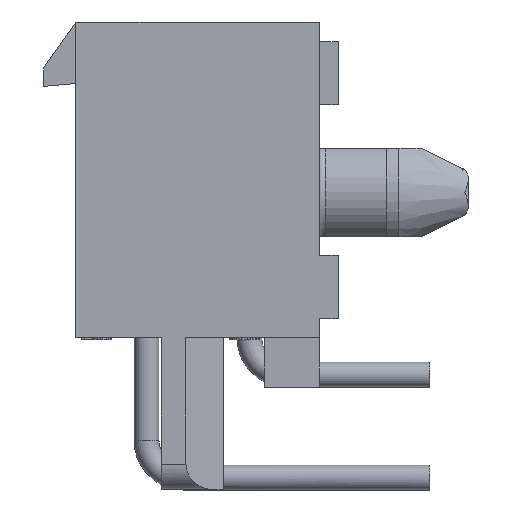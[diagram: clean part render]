
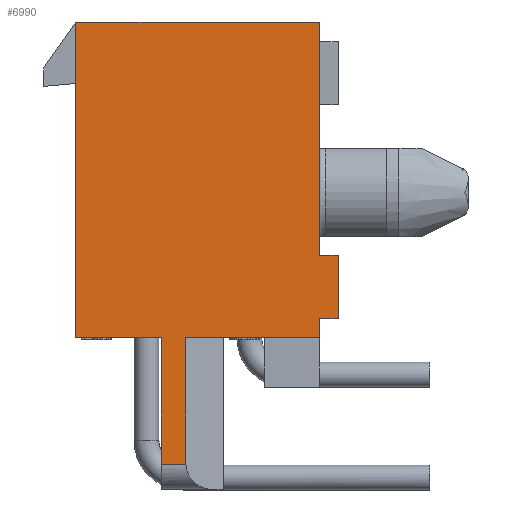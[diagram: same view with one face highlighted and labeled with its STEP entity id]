
A CAD part, left-side view. The second image highlights one B-rep face of the part: STEP entity #6990.
In plain terms, the highlighted planar face has unit normal (-1, 0, 0).
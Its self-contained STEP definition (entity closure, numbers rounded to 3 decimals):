
#134=DIRECTION('',(0.,-1.,0.));
#135=VECTOR('',#134,0.991);
#136=CARTESIAN_POINT('',(-11.138,6.363,-17.805));
#137=LINE('',#136,#135);
#138=DIRECTION('',(0.,0.,1.));
#139=VECTOR('',#138,5.105);
#140=CARTESIAN_POINT('',(-11.138,6.363,-17.805));
#141=LINE('',#140,#139);
#142=DIRECTION('',(0.,1.,0.));
#143=VECTOR('',#142,3.442);
#144=CARTESIAN_POINT('',(-11.138,6.363,-12.7));
#145=LINE('',#144,#143);
#146=DIRECTION('',(0.,0.,1.));
#147=VECTOR('',#146,12.7);
#148=CARTESIAN_POINT('',(-11.138,9.804,-12.7));
#149=LINE('',#148,#147);
#150=DIRECTION('',(0.,-1.,0.));
#151=VECTOR('',#150,9.804);
#152=CARTESIAN_POINT('',(-11.138,9.804,0.));
#153=LINE('',#152,#151);
#154=DIRECTION('',(0.,0.,-1.));
#155=VECTOR('',#154,9.398);
#156=CARTESIAN_POINT('',(-11.138,0.,0.));
#157=LINE('',#156,#155);
#158=DIRECTION('',(0.,-1.,0.));
#159=VECTOR('',#158,0.762);
#160=CARTESIAN_POINT('',(-11.138,0.,-9.398));
#161=LINE('',#160,#159);
#162=DIRECTION('',(0.,0.,-1.));
#163=VECTOR('',#162,0.762);
#164=CARTESIAN_POINT('',(-11.138,0.,-11.938));
#165=LINE('',#164,#163);
#166=DIRECTION('',(0.,0.,1.));
#167=VECTOR('',#166,5.105);
#168=CARTESIAN_POINT('',(-11.138,5.372,-17.805));
#169=LINE('',#168,#167);
#170=CARTESIAN_POINT('',(-11.138,5.372,-17.805));
#184=DIRECTION('',(0.,-1.,0.));
#185=VECTOR('',#184,5.372);
#186=CARTESIAN_POINT('',(-11.138,5.372,-12.7));
#187=LINE('',#186,#185);
#1330=DIRECTION('',(0.,0.,-1.));
#1331=VECTOR('',#1330,2.54);
#1332=CARTESIAN_POINT('',(-11.138,-0.762,-9.398));
#1333=LINE('',#1332,#1331);
#1374=DIRECTION('',(0.,-1.,0.));
#1375=VECTOR('',#1374,0.762);
#1376=CARTESIAN_POINT('',(-11.138,0.,-11.938));
#1377=LINE('',#1376,#1375);
#5546=CARTESIAN_POINT('',(-11.138,6.363,-12.7));
#5547=CARTESIAN_POINT('',(-11.138,9.804,-12.7));
#5548=VERTEX_POINT('',#5546);
#5549=VERTEX_POINT('',#5547);
#5550=CARTESIAN_POINT('',(-11.138,9.804,0.));
#5551=VERTEX_POINT('',#5550);
#5552=CARTESIAN_POINT('',(-11.138,0.,0.));
#5553=VERTEX_POINT('',#5552);
#5570=CARTESIAN_POINT('',(-11.138,0.,-12.7));
#5572=VERTEX_POINT('',#5570);
#5590=CARTESIAN_POINT('',(-11.138,5.372,-12.7));
#5591=VERTEX_POINT('',#5590);
#5640=CARTESIAN_POINT('',(-11.138,0.,-9.398));
#5641=VERTEX_POINT('',#5640);
#5642=CARTESIAN_POINT('',(-11.138,0.,-11.938));
#5643=VERTEX_POINT('',#5642);
#6446=CARTESIAN_POINT('',(-11.138,-0.762,-9.398));
#6447=VERTEX_POINT('',#6446);
#6448=CARTESIAN_POINT('',(-11.138,-0.762,-11.938));
#6449=VERTEX_POINT('',#6448);
#6510=VERTEX_POINT('',#170);
#6514=CARTESIAN_POINT('',(-11.138,6.363,-17.805));
#6515=VERTEX_POINT('',#6514);
#6959=CARTESIAN_POINT('',(-11.138,0.,0.));
#6960=DIRECTION('',(1.,0.,0.));
#6961=DIRECTION('',(0.,0.,-1.));
#6962=AXIS2_PLACEMENT_3D('',#6959,#6960,#6961);
#6963=PLANE('',#6962);
#6965=ORIENTED_EDGE('',*,*,#6964,.F.);
#6967=ORIENTED_EDGE('',*,*,#6966,.T.);
#6969=ORIENTED_EDGE('',*,*,#6968,.T.);
#6971=ORIENTED_EDGE('',*,*,#6970,.T.);
#6973=ORIENTED_EDGE('',*,*,#6972,.T.);
#6975=ORIENTED_EDGE('',*,*,#6974,.T.);
#6977=ORIENTED_EDGE('',*,*,#6976,.T.);
#6979=ORIENTED_EDGE('',*,*,#6978,.T.);
#6981=ORIENTED_EDGE('',*,*,#6980,.F.);
#6983=ORIENTED_EDGE('',*,*,#6982,.T.);
#6985=ORIENTED_EDGE('',*,*,#6984,.F.);
#6987=ORIENTED_EDGE('',*,*,#6986,.F.);
#6988=EDGE_LOOP('',(#6965,#6967,#6969,#6971,#6973,#6975,#6977,#6979,#6981,#6983,
#6985,#6987));
#6989=FACE_OUTER_BOUND('',#6988,.F.);
#6964=EDGE_CURVE('',#6515,#6510,#137,.T.);
#6966=EDGE_CURVE('',#6515,#5548,#141,.T.);
#6968=EDGE_CURVE('',#5548,#5549,#145,.T.);
#6970=EDGE_CURVE('',#5549,#5551,#149,.T.);
#6972=EDGE_CURVE('',#5551,#5553,#153,.T.);
#6974=EDGE_CURVE('',#5553,#5641,#157,.T.);
#6976=EDGE_CURVE('',#5641,#6447,#161,.T.);
#6978=EDGE_CURVE('',#6447,#6449,#1333,.T.);
#6980=EDGE_CURVE('',#5643,#6449,#1377,.T.);
#6982=EDGE_CURVE('',#5643,#5572,#165,.T.);
#6984=EDGE_CURVE('',#5591,#5572,#187,.T.);
#6986=EDGE_CURVE('',#6510,#5591,#169,.T.);
#6990=ADVANCED_FACE('',(#6989),#6963,.F.);
